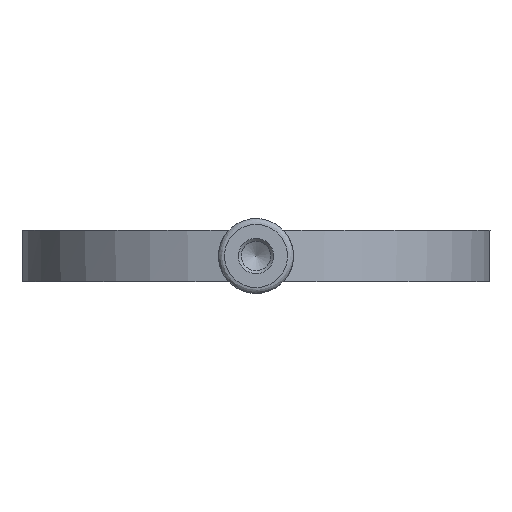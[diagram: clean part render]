
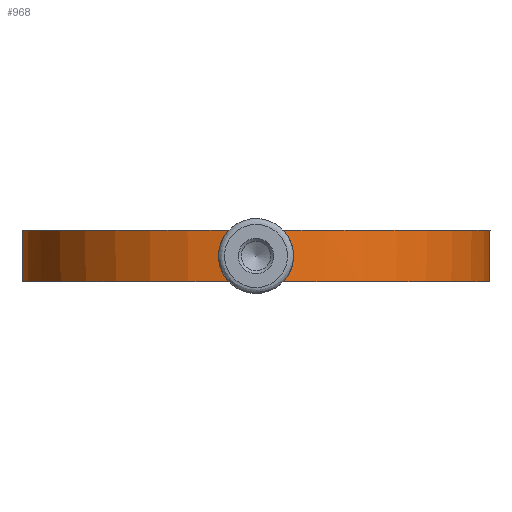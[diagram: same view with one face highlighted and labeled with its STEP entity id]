
A CAD part, front view. The second image highlights one B-rep face of the part: STEP entity #968.
In plain terms, the highlighted cylindrical face has radius 39.697 mm (diameter 79.395 mm), a partial arc.
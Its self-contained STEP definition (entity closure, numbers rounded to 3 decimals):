
#42 = VECTOR ( 'NONE', #1869, 1000. ) ;
#50 = EDGE_CURVE ( 'NONE', #1084, #1665, #712, .T. ) ;
#70 = EDGE_CURVE ( 'NONE', #1665, #1699, #1523, .T. ) ;
#112 = DIRECTION ( 'NONE',  ( 0., 0., -1. ) ) ;
#117 = VERTEX_POINT ( 'NONE', #1326 ) ;
#135 = AXIS2_PLACEMENT_3D ( 'NONE', #422, #1402, #146 ) ;
#145 = DIRECTION ( 'NONE',  ( 0., 0., 1. ) ) ;
#146 = DIRECTION ( 'NONE',  ( -1., 0., 0. ) ) ;
#147 = DIRECTION ( 'NONE',  ( -1., 0., 0. ) ) ;
#204 = CARTESIAN_POINT ( 'NONE',  ( 29.12, 13.775, 83.796 ) ) ;
#206 = DIRECTION ( 'NONE',  ( 0., 0., -1. ) ) ;
#223 = CARTESIAN_POINT ( 'NONE',  ( -2.584, -10.115, 77.791 ) ) ;
#397 = EDGE_CURVE ( 'NONE', #1594, #1084, #552, .T. ) ;
#410 = VECTOR ( 'NONE', #206, 1000. ) ;
#422 = CARTESIAN_POINT ( 'NONE',  ( -2.584, -10.115, 83.486 ) ) ;
#429 = CARTESIAN_POINT ( 'NONE',  ( -7.428, -49.516, 75.104 ) ) ;
#535 = DIRECTION ( 'NONE',  ( -1., 0., 0. ) ) ;
#548 = CARTESIAN_POINT ( 'NONE',  ( 2.26, -49.516, 83.796 ) ) ;
#552 = CIRCLE ( 'NONE', #1617, 39.698 ) ;
#553 = CARTESIAN_POINT ( 'NONE',  ( -2.584, -10.115, 74.994 ) ) ;
#611 = ORIENTED_EDGE ( 'NONE', *, *, #70, .T. ) ;
#626 = EDGE_CURVE ( 'NONE', #1037, #1594, #719, .T. ) ;
#696 = LINE ( 'NONE', #429, #1132 ) ;
#705 = VECTOR ( 'NONE', #112, 1000. ) ;
#712 = LINE ( 'NONE', #1149, #42 ) ;
#719 = LINE ( 'NONE', #871, #705 ) ;
#740 = CARTESIAN_POINT ( 'NONE',  ( -34.288, 13.775, 77.791 ) ) ;
#801 = DIRECTION ( 'NONE',  ( 0., 0., -1. ) ) ;
#820 = ORIENTED_EDGE ( 'NONE', *, *, #1445, .T. ) ;
#823 = LINE ( 'NONE', #1502, #410 ) ;
#864 = CARTESIAN_POINT ( 'NONE',  ( -2.584, -10.115, 83.796 ) ) ;
#869 = CARTESIAN_POINT ( 'NONE',  ( -34.288, 13.775, 83.796 ) ) ;
#871 = CARTESIAN_POINT ( 'NONE',  ( -34.288, 13.775, 83.486 ) ) ;
#883 = ORIENTED_EDGE ( 'NONE', *, *, #1778, .T. ) ;
#917 = ORIENTED_EDGE ( 'NONE', *, *, #50, .T. ) ;
#950 = CIRCLE ( 'NONE', #1345, 39.698 ) ;
#968 = ADVANCED_FACE ( 'NONE', ( #1556 ), #1440, .T. ) ;
#995 = ORIENTED_EDGE ( 'NONE', *, *, #1798, .T. ) ;
#1014 = CARTESIAN_POINT ( 'NONE',  ( -2.584, -10.115, 83.796 ) ) ;
#1037 = VERTEX_POINT ( 'NONE', #869 ) ;
#1084 = VERTEX_POINT ( 'NONE', #1456 ) ;
#1122 = VERTEX_POINT ( 'NONE', #1626 ) ;
#1132 = VECTOR ( 'NONE', #145, 1000. ) ;
#1134 = CIRCLE ( 'NONE', #1496, 39.698 ) ;
#1138 = DIRECTION ( 'NONE',  ( 0., 0., -1. ) ) ;
#1149 = CARTESIAN_POINT ( 'NONE',  ( 29.12, 13.775, 83.486 ) ) ;
#1152 = EDGE_LOOP ( 'NONE', ( #1223, #820, #995, #883, #1815, #1508, #917, #611 ) ) ;
#1163 = VERTEX_POINT ( 'NONE', #1371 ) ;
#1176 = DIRECTION ( 'NONE',  ( -1., 0., 0. ) ) ;
#1223 = ORIENTED_EDGE ( 'NONE', *, *, #1339, .T. ) ;
#1326 = CARTESIAN_POINT ( 'NONE',  ( 2.26, -49.516, 74.994 ) ) ;
#1338 = AXIS2_PLACEMENT_3D ( 'NONE', #864, #1441, #147 ) ;
#1339 = EDGE_CURVE ( 'NONE', #1699, #117, #823, .T. ) ;
#1345 = AXIS2_PLACEMENT_3D ( 'NONE', #1014, #1138, #1176 ) ;
#1371 = CARTESIAN_POINT ( 'NONE',  ( -7.428, -49.516, 74.994 ) ) ;
#1402 = DIRECTION ( 'NONE',  ( 0., 0., -1. ) ) ;
#1440 = CYLINDRICAL_SURFACE ( 'NONE', #135, 39.698 ) ;
#1441 = DIRECTION ( 'NONE',  ( 0., 0., -1. ) ) ;
#1445 = EDGE_CURVE ( 'NONE', #117, #1163, #1134, .T. ) ;
#1456 = CARTESIAN_POINT ( 'NONE',  ( 29.12, 13.775, 77.791 ) ) ;
#1496 = AXIS2_PLACEMENT_3D ( 'NONE', #553, #1716, #1864 ) ;
#1502 = CARTESIAN_POINT ( 'NONE',  ( 2.26, -49.516, 83.486 ) ) ;
#1508 = ORIENTED_EDGE ( 'NONE', *, *, #397, .T. ) ;
#1523 = CIRCLE ( 'NONE', #1338, 39.698 ) ;
#1556 = FACE_OUTER_BOUND ( 'NONE', #1152, .T. ) ;
#1594 = VERTEX_POINT ( 'NONE', #740 ) ;
#1617 = AXIS2_PLACEMENT_3D ( 'NONE', #223, #801, #535 ) ;
#1626 = CARTESIAN_POINT ( 'NONE',  ( -7.428, -49.516, 83.796 ) ) ;
#1665 = VERTEX_POINT ( 'NONE', #204 ) ;
#1699 = VERTEX_POINT ( 'NONE', #548 ) ;
#1716 = DIRECTION ( 'NONE',  ( 0., 0., 1. ) ) ;
#1778 = EDGE_CURVE ( 'NONE', #1122, #1037, #950, .T. ) ;
#1798 = EDGE_CURVE ( 'NONE', #1163, #1122, #696, .T. ) ;
#1815 = ORIENTED_EDGE ( 'NONE', *, *, #626, .T. ) ;
#1864 = DIRECTION ( 'NONE',  ( -1., 0., 0. ) ) ;
#1869 = DIRECTION ( 'NONE',  ( 0., 0., 1. ) ) ;
